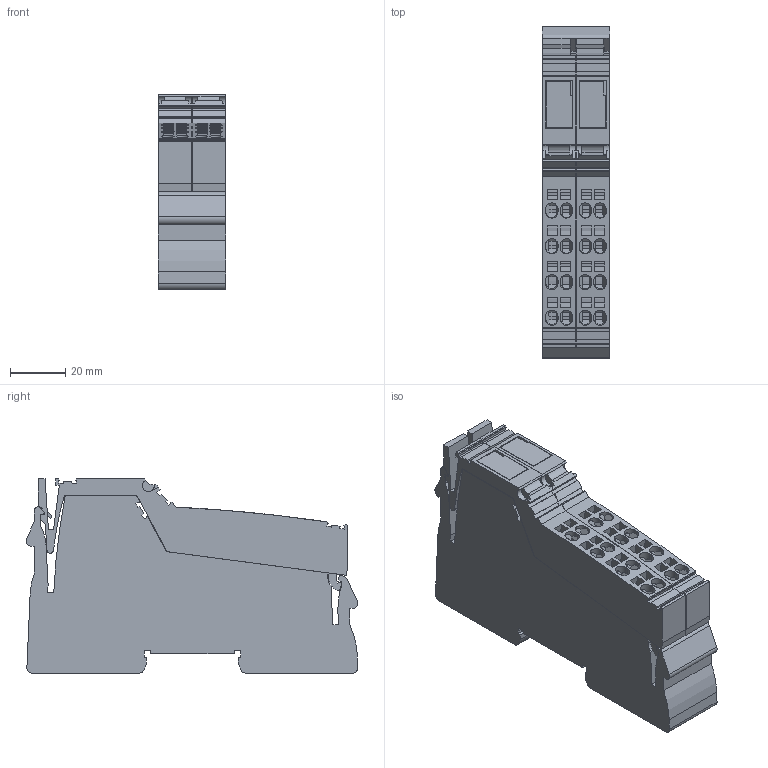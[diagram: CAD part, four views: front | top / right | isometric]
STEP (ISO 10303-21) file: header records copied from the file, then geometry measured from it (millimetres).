
FILE_DESCRIPTION(('Creo Elements/Direct Modeling STEP Export'),'2;1');
FILE_NAME('model.stp','2019-08-26T17:55:29',(''),(''),'Creo Elements/Direct Modeling STEP processor for AP214 (Solid Model)','Creo Elements/Direct Modeling 20.1A 29-Sep-2018 (C) Parametric Technology GmbH','');
FILE_SCHEMA(('AUTOMOTIVE_DESIGN { 1 0 10303 214 1 1 1 1 }'));
Length unit declared in the file: millimetre
Products named in the file (4): L-L_ST_GN_6021-select; L_L_4_GEH_GN_6021-select; L_L_LWL_OG_HKS_7K_AUSSEN-select.2; IB_IL_MBUS_PAC-select
Assembly tree (5 placements, depth 2):
  IB_IL_MBUS_PAC-select
    L_L_LWL_OG_HKS_7K_AUSSEN-select.2  x2
    L-L_ST_GN_6021-select  x2
    L_L_4_GEH_GN_6021-select
Bounding box: 24.3 x 120.1 x 70.43 mm (x, y, z)
Volume: 159595.7 mm3; surface area: 47176.4 mm2
Topology: 5 solids, 5 shells, 1106 faces, 2922 edges, 1932 vertices
Faces by surface type: plane 950, cylinder 100, cone 56
Entity records: 30860 total; most frequent: CARTESIAN_POINT 7051, ORIENTED_EDGE 3834, DIRECTION 3434, EDGE_CURVE 1917, VECTOR 1688, LINE 1688, VERTEX_POINT 1270, AXIS2_PLACEMENT_3D 873
